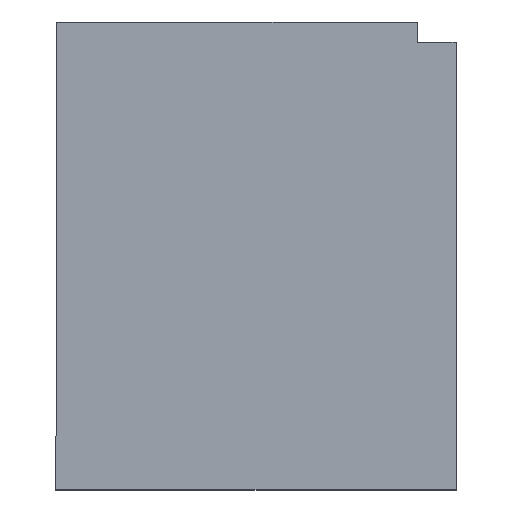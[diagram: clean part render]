
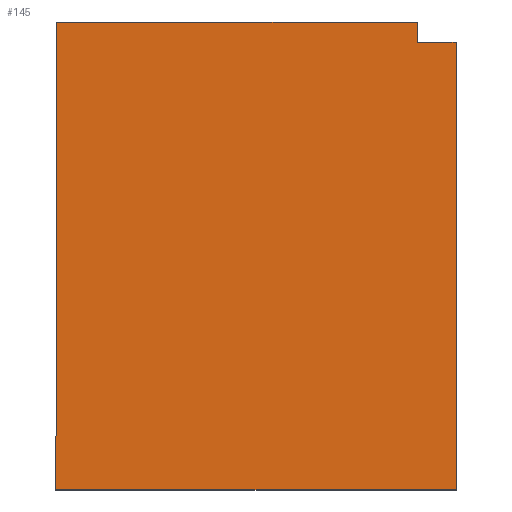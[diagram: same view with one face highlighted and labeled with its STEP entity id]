
A CAD part, top view. The second image highlights one B-rep face of the part: STEP entity #145.
In plain terms, the highlighted planar face has unit normal (0, 0, 1).
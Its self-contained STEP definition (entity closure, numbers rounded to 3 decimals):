
#20=PLANE('',#166);
#28=FACE_OUTER_BOUND('',#36,.T.);
#36=EDGE_LOOP('',(#126,#127,#128,#129,#130,#131));
#41=LINE('',#227,#57);
#44=LINE('',#233,#60);
#47=LINE('',#239,#63);
#50=LINE('',#245,#66);
#53=LINE('',#249,#69);
#57=VECTOR('',#175,10.);
#60=VECTOR('',#180,10.);
#63=VECTOR('',#185,10.);
#66=VECTOR('',#190,10.);
#69=VECTOR('',#195,10.);
#71=B_SPLINE_CURVE_WITH_KNOTS('',3,(#218,#219,#220,#221),.UNSPECIFIED.,
 .F.,.F.,(4,4),(-1.,0.),.UNSPECIFIED.);
#74=VERTEX_POINT('',#215);
#75=VERTEX_POINT('',#217);
#77=VERTEX_POINT('',#226);
#79=VERTEX_POINT('',#232);
#81=VERTEX_POINT('',#238);
#83=VERTEX_POINT('',#244);
#86=EDGE_CURVE('',#75,#74,#71,.T.);
#89=EDGE_CURVE('',#77,#75,#41,.T.);
#92=EDGE_CURVE('',#79,#77,#44,.T.);
#95=EDGE_CURVE('',#81,#79,#47,.T.);
#98=EDGE_CURVE('',#83,#81,#50,.T.);
#101=EDGE_CURVE('',#74,#83,#53,.T.);
#126=ORIENTED_EDGE('',*,*,#101,.T.);
#127=ORIENTED_EDGE('',*,*,#98,.T.);
#128=ORIENTED_EDGE('',*,*,#95,.T.);
#129=ORIENTED_EDGE('',*,*,#92,.T.);
#130=ORIENTED_EDGE('',*,*,#89,.T.);
#131=ORIENTED_EDGE('',*,*,#86,.T.);
#145=ADVANCED_FACE('',(#28),#20,.T.);
#166=AXIS2_PLACEMENT_3D('',#250,#196,#197);
#175=DIRECTION('',(-1.,0.,0.));
#180=DIRECTION('',(0.,1.,0.));
#185=DIRECTION('',(-1.,0.,0.));
#190=DIRECTION('',(0.,1.,0.));
#195=DIRECTION('',(1.,0.,0.));
#196=DIRECTION('center_axis',(0.,0.,1.));
#197=DIRECTION('ref_axis',(1.,0.,0.));
#215=CARTESIAN_POINT('',(-6.287,0.,0.8));
#217=CARTESIAN_POINT('',(-5.292,613.833,0.8));
#218=CARTESIAN_POINT('Ctrl Pts',(-5.292,613.833,0.8));
#219=CARTESIAN_POINT('Ctrl Pts',(-5.292,378.354,0.8));
#220=CARTESIAN_POINT('Ctrl Pts',(-5.97,204.518,0.8));
#221=CARTESIAN_POINT('Ctrl Pts',(-6.287,0.,0.8));
#226=CARTESIAN_POINT('',(467.605,613.833,0.8));
#227=CARTESIAN_POINT('',(-5.292,613.833,0.8));
#232=CARTESIAN_POINT('',(467.605,587.375,0.8));
#233=CARTESIAN_POINT('',(467.605,613.833,0.8));
#238=CARTESIAN_POINT('',(518.583,587.375,0.8));
#239=CARTESIAN_POINT('',(467.605,587.375,0.8));
#244=CARTESIAN_POINT('',(518.583,0.,0.8));
#245=CARTESIAN_POINT('',(518.583,587.375,0.8));
#249=CARTESIAN_POINT('',(518.583,0.,0.8));
#250=CARTESIAN_POINT('Origin',(255.973,40.668,0.8));
